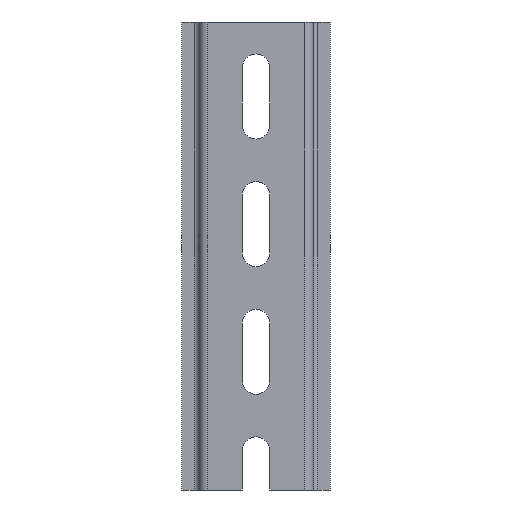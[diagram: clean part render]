
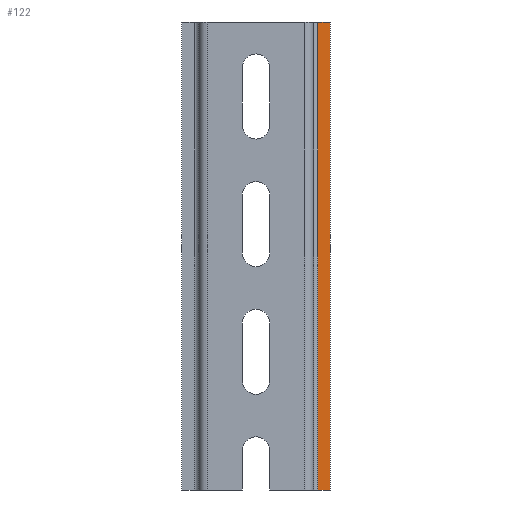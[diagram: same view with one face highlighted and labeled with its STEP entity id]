
A CAD part, front view. The second image highlights one B-rep face of the part: STEP entity #122.
In plain terms, the highlighted planar face has unit normal (0, -1, 0).
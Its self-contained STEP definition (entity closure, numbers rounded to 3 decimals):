
#13 = EDGE_CURVE ( '������10', #959, #331, #656, .T. ) ;
#57 = CARTESIAN_POINT ( 'NONE',  ( 14.5, 6.5, -55. ) ) ;
#113 = CARTESIAN_POINT ( 'NONE',  ( 17.5, 6.5, 55. ) ) ;
#122 = ADVANCED_FACE ( '�����7', ( #1404 ), #314, .F. ) ;
#132 = VECTOR ( 'NONE', #1283, 1000. ) ;
#197 = CARTESIAN_POINT ( 'NONE',  ( 13.5, 6.5, 55. ) ) ;
#222 = LINE ( 'NONE', #1418, #132 ) ;
#249 = ORIENTED_EDGE ( 'NONE', *, *, #13, .T. ) ;
#314 = PLANE ( 'NONE',  #833 ) ;
#331 = VERTEX_POINT ( 'NONE', #57 ) ;
#390 = LINE ( 'NONE', #863, #533 ) ;
#398 = EDGE_CURVE ( '������12', #1547, #1197, #222, .T. ) ;
#417 = DIRECTION ( 'NONE',  ( 0., 0., -1. ) ) ;
#462 = DIRECTION ( 'NONE',  ( 1., 0., 0. ) ) ;
#475 = EDGE_LOOP ( 'NONE', ( #725, #249, #1316, #1462 ) ) ;
#533 = VECTOR ( 'NONE', #744, 1000. ) ;
#562 = CARTESIAN_POINT ( 'NONE',  ( 13.5, 6.5, -55. ) ) ;
#576 = LINE ( 'NONE', #562, #901 ) ;
#656 = LINE ( 'NONE', #1139, #1410 ) ;
#725 = ORIENTED_EDGE ( 'NONE', *, *, #1253, .T. ) ;
#744 = DIRECTION ( 'NONE',  ( -1., 0., 0. ) ) ;
#789 = DIRECTION ( 'NONE',  ( 0., 1., 0. ) ) ;
#833 = AXIS2_PLACEMENT_3D ( 'NONE', #197, #789, #1040 ) ;
#851 = CARTESIAN_POINT ( 'NONE',  ( 14.5, 6.5, 55. ) ) ;
#863 = CARTESIAN_POINT ( 'NONE',  ( 13.5, 6.5, 55. ) ) ;
#901 = VECTOR ( 'NONE', #462, 1000. ) ;
#941 = CARTESIAN_POINT ( 'NONE',  ( 17.5, 6.5, -55. ) ) ;
#959 = VERTEX_POINT ( 'NONE', #851 ) ;
#1040 = DIRECTION ( 'NONE',  ( 0., 0., 1. ) ) ;
#1139 = CARTESIAN_POINT ( 'NONE',  ( 14.5, 6.5, -55. ) ) ;
#1197 = VERTEX_POINT ( 'NONE', #941 ) ;
#1253 = EDGE_CURVE ( 'NONE', #1547, #959, #390, .T. ) ;
#1283 = DIRECTION ( 'NONE',  ( 0., 0., -1. ) ) ;
#1316 = ORIENTED_EDGE ( 'NONE', *, *, #1439, .T. ) ;
#1404 = FACE_OUTER_BOUND ( 'NONE', #475, .T. ) ;
#1410 = VECTOR ( 'NONE', #417, 1000. ) ;
#1418 = CARTESIAN_POINT ( 'NONE',  ( 17.5, 6.5, 55. ) ) ;
#1439 = EDGE_CURVE ( '������33', #331, #1197, #576, .T. ) ;
#1462 = ORIENTED_EDGE ( 'NONE', *, *, #398, .F. ) ;
#1547 = VERTEX_POINT ( 'NONE', #113 ) ;
